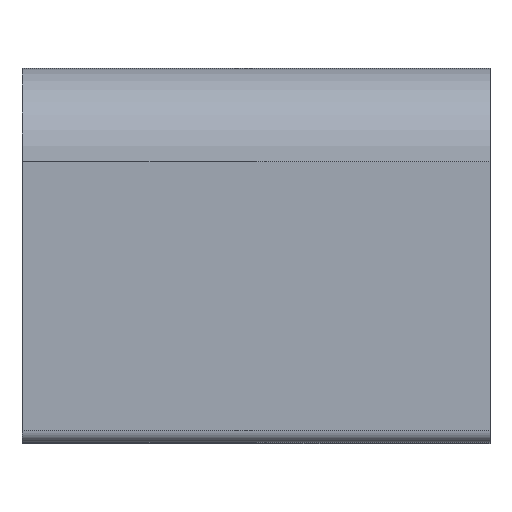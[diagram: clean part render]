
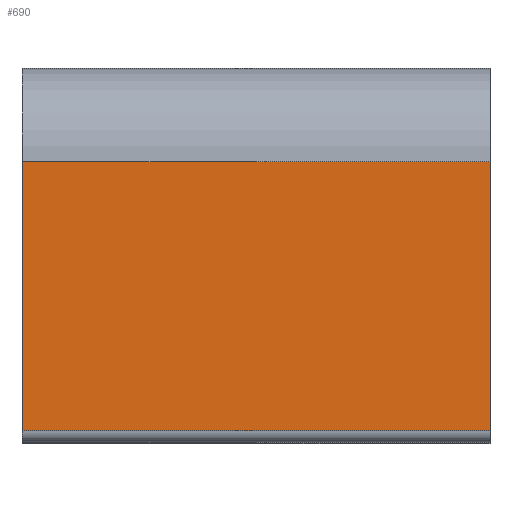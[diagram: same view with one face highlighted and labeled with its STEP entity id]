
A CAD part, top view. The second image highlights one B-rep face of the part: STEP entity #690.
In plain terms, the highlighted planar face has unit normal (0, 0, 1).
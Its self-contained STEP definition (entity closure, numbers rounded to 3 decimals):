
#18 = ORIENTED_EDGE ( 'NONE', *, *, #875, .T. ) ;
#80 = VECTOR ( 'NONE', #450, 1000. ) ;
#84 = VERTEX_POINT ( 'NONE', #705 ) ;
#94 = ORIENTED_EDGE ( 'NONE', *, *, #376, .F. ) ;
#108 = FACE_OUTER_BOUND ( 'NONE', #216, .T. ) ;
#121 = DIRECTION ( 'NONE',  ( 1., 0., 0. ) ) ;
#165 = VECTOR ( 'NONE', #750, 1000. ) ;
#216 = EDGE_LOOP ( 'NONE', ( #18, #891, #94, #603 ) ) ;
#221 = AXIS2_PLACEMENT_3D ( 'NONE', #1009, #523, #839 ) ;
#294 = CARTESIAN_POINT ( 'NONE',  ( 10., 0.25, 0. ) ) ;
#304 = CARTESIAN_POINT ( 'NONE',  ( 0., 0.25, 0. ) ) ;
#372 = CARTESIAN_POINT ( 'NONE',  ( 0., 6., 0. ) ) ;
#376 = EDGE_CURVE ( 'NONE', #491, #84, #1002, .T. ) ;
#378 = LINE ( 'NONE', #691, #165 ) ;
#450 = DIRECTION ( 'NONE',  ( 0., -1., 0. ) ) ;
#461 = CARTESIAN_POINT ( 'NONE',  ( 10., 0., 0. ) ) ;
#469 = DIRECTION ( 'NONE',  ( 0., -1., 0. ) ) ;
#491 = VERTEX_POINT ( 'NONE', #545 ) ;
#523 = DIRECTION ( 'NONE',  ( 0., 0., -1. ) ) ;
#533 = PLANE ( 'NONE',  #221 ) ;
#545 = CARTESIAN_POINT ( 'NONE',  ( 10., 6., 0. ) ) ;
#570 = VECTOR ( 'NONE', #469, 1000. ) ;
#603 = ORIENTED_EDGE ( 'NONE', *, *, #764, .T. ) ;
#621 = LINE ( 'NONE', #782, #570 ) ;
#686 = LINE ( 'NONE', #294, #856 ) ;
#690 = ADVANCED_FACE ( 'NONE', ( #108 ), #533, .F. ) ;
#691 = CARTESIAN_POINT ( 'NONE',  ( 10., 6., 0. ) ) ;
#699 = VERTEX_POINT ( 'NONE', #372 ) ;
#705 = CARTESIAN_POINT ( 'NONE',  ( 10., 0.25, 0. ) ) ;
#728 = EDGE_CURVE ( 'NONE', #923, #84, #686, .T. ) ;
#750 = DIRECTION ( 'NONE',  ( -1., 0., 0. ) ) ;
#764 = EDGE_CURVE ( 'NONE', #491, #699, #378, .T. ) ;
#782 = CARTESIAN_POINT ( 'NONE',  ( 0., 0., 0. ) ) ;
#839 = DIRECTION ( 'NONE',  ( -1., 0., 0. ) ) ;
#856 = VECTOR ( 'NONE', #121, 1000. ) ;
#875 = EDGE_CURVE ( 'NONE', #699, #923, #621, .T. ) ;
#891 = ORIENTED_EDGE ( 'NONE', *, *, #728, .T. ) ;
#923 = VERTEX_POINT ( 'NONE', #304 ) ;
#1002 = LINE ( 'NONE', #461, #80 ) ;
#1009 = CARTESIAN_POINT ( 'NONE',  ( 10., 0., 0. ) ) ;
